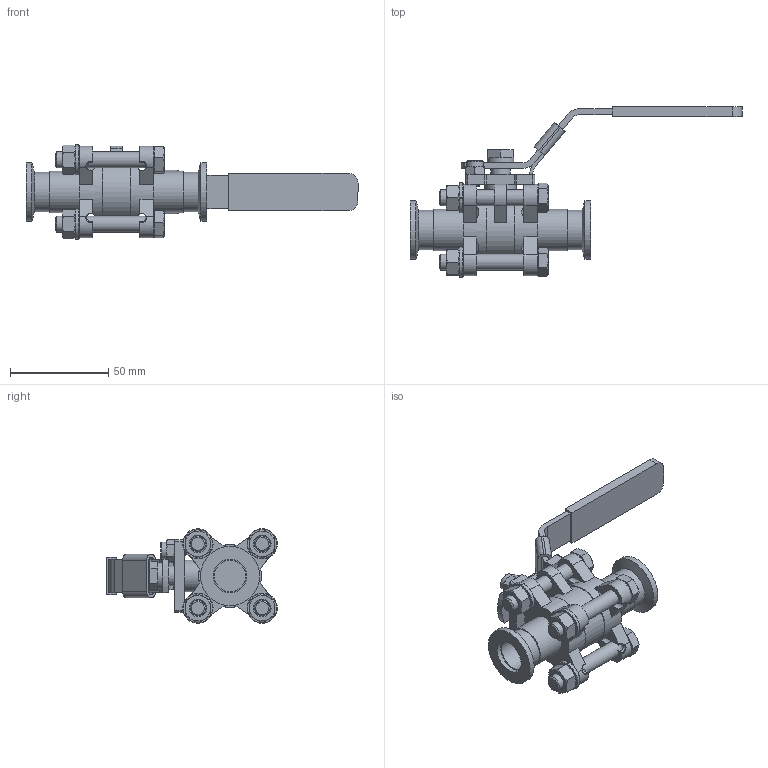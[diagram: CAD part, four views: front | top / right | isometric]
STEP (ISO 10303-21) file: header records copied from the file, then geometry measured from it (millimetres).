
FILE_DESCRIPTION (( 'STEP AP214' ), '1' );
FILE_NAME ('FULLVAC VQ1KF16.STEP', '2019-03-26T11:13:23', ( '' ), ( '' ), 'SwSTEP 2.0', 'SolidWorks 2017', '' );
FILE_SCHEMA (( 'AUTOMOTIVE_DESIGN' ));
Length unit declared in the file: millimetre
Products named in the file (1): FULLVAC VQ1KF16
Bounding box: 169 x 86.86 x 48.14 mm (x, y, z)
Volume: 86946.8 mm3; surface area: 43768.8 mm2
Topology: 16 solids, 16 shells, 518 faces, 1250 edges, 783 vertices
Faces by surface type: plane 282, cone 113, cylinder 91, torus 16, bspline 16
Full cylindrical faces by diameter (mm): 4.2 x8, 5 x2, 6 x1, 8 x9, 8.5 x1, 9 x1, 10 x1, 13 x4, 13.6 x1, 16 x3, 17.2 x2, 20 x2, 21 x2, 30 x2, 32 x2
Entity records: 16549 total; most frequent: CARTESIAN_POINT 4990, ORIENTED_EDGE 2328, DIRECTION 2239, EDGE_CURVE 1164, AXIS2_PLACEMENT_3D 851, VERTEX_POINT 760, EDGE_LOOP 630, FACE_OUTER_BOUND 559
